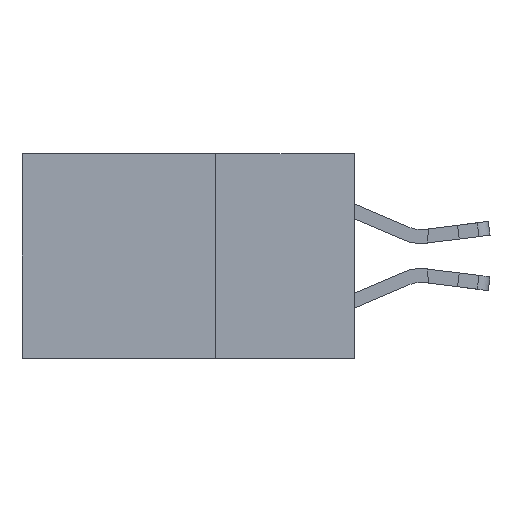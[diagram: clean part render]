
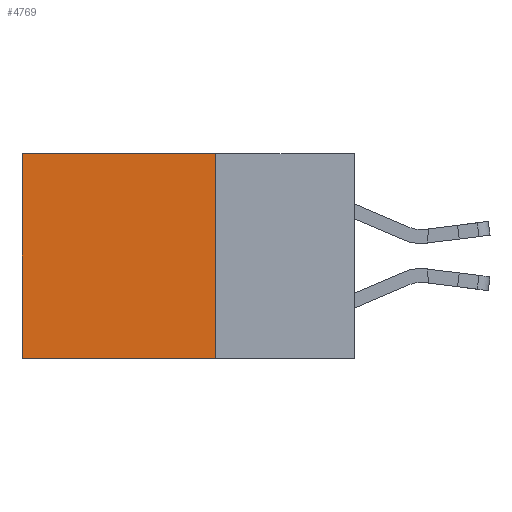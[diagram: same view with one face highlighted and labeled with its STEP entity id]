
A CAD part, left-side view. The second image highlights one B-rep face of the part: STEP entity #4769.
In plain terms, the highlighted planar face has unit normal (-1, 0, 0).
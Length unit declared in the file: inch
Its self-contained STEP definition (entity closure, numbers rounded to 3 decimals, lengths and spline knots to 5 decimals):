
#354 = VERTEX_POINT ( 'NONE', #9463 ) ;
#931 = DIRECTION ( 'NONE',  ( 0., 0., -1. ) ) ;
#1202 = CARTESIAN_POINT ( 'NONE',  ( 0.298, 0.6, 0. ) ) ;
#1451 = VERTEX_POINT ( 'NONE', #16912 ) ;
#1520 = EDGE_CURVE ( 'NONE', #354, #1451, #5266, .T. ) ;
#2213 = VERTEX_POINT ( 'NONE', #13418 ) ;
#2917 = LINE ( 'NONE', #14407, #16736 ) ;
#3237 = EDGE_CURVE ( 'NONE', #3287, #2213, #2917, .T. ) ;
#3287 = VERTEX_POINT ( 'NONE', #17075 ) ;
#3506 = AXIS2_PLACEMENT_3D ( 'NONE', #15067, #6147, #14976 ) ;
#4614 = PLANE ( 'NONE',  #3506 ) ;
#4769 = ADVANCED_FACE ( 'NONE', ( #6183 ), #4614, .F. ) ;
#5266 = LINE ( 'NONE', #14162, #8889 ) ;
#5601 = LINE ( 'NONE', #11671, #12376 ) ;
#6147 = DIRECTION ( 'NONE',  ( 1., 0., 0. ) ) ;
#6183 = FACE_OUTER_BOUND ( 'NONE', #8598, .T. ) ;
#6783 = ORIENTED_EDGE ( 'NONE', *, *, #3237, .T. ) ;
#7445 = ORIENTED_EDGE ( 'NONE', *, *, #12536, .F. ) ;
#8061 = ORIENTED_EDGE ( 'NONE', *, *, #13322, .T. ) ;
#8598 = EDGE_LOOP ( 'NONE', ( #8061, #8880, #7445, #6783 ) ) ;
#8880 = ORIENTED_EDGE ( 'NONE', *, *, #1520, .F. ) ;
#8889 = VECTOR ( 'NONE', #14139, 39.37008 ) ;
#9338 = DIRECTION ( 'NONE',  ( 0., 0., -1. ) ) ;
#9424 = DIRECTION ( 'NONE',  ( 0., 1., 0. ) ) ;
#9463 = CARTESIAN_POINT ( 'NONE',  ( 0.298, 0.25, -0.37 ) ) ;
#10715 = LINE ( 'NONE', #1202, #17339 ) ;
#11671 = CARTESIAN_POINT ( 'NONE',  ( 0.298, 0.25, 0. ) ) ;
#12376 = VECTOR ( 'NONE', #931, 39.37008 ) ;
#12536 = EDGE_CURVE ( 'NONE', #3287, #354, #5601, .T. ) ;
#13322 = EDGE_CURVE ( 'NONE', #2213, #1451, #10715, .T. ) ;
#13418 = CARTESIAN_POINT ( 'NONE',  ( 0.298, 0.6, 0. ) ) ;
#14139 = DIRECTION ( 'NONE',  ( 0., 1., 0. ) ) ;
#14162 = CARTESIAN_POINT ( 'NONE',  ( 0.298, 0.25, -0.37 ) ) ;
#14407 = CARTESIAN_POINT ( 'NONE',  ( 0.298, 0.25, 0. ) ) ;
#14976 = DIRECTION ( 'NONE',  ( 0., 0., -1. ) ) ;
#15067 = CARTESIAN_POINT ( 'NONE',  ( 0.298, 0.25, 0. ) ) ;
#16736 = VECTOR ( 'NONE', #9424, 39.37008 ) ;
#16912 = CARTESIAN_POINT ( 'NONE',  ( 0.298, 0.6, -0.37 ) ) ;
#17075 = CARTESIAN_POINT ( 'NONE',  ( 0.298, 0.25, 0. ) ) ;
#17339 = VECTOR ( 'NONE', #9338, 39.37008 ) ;
